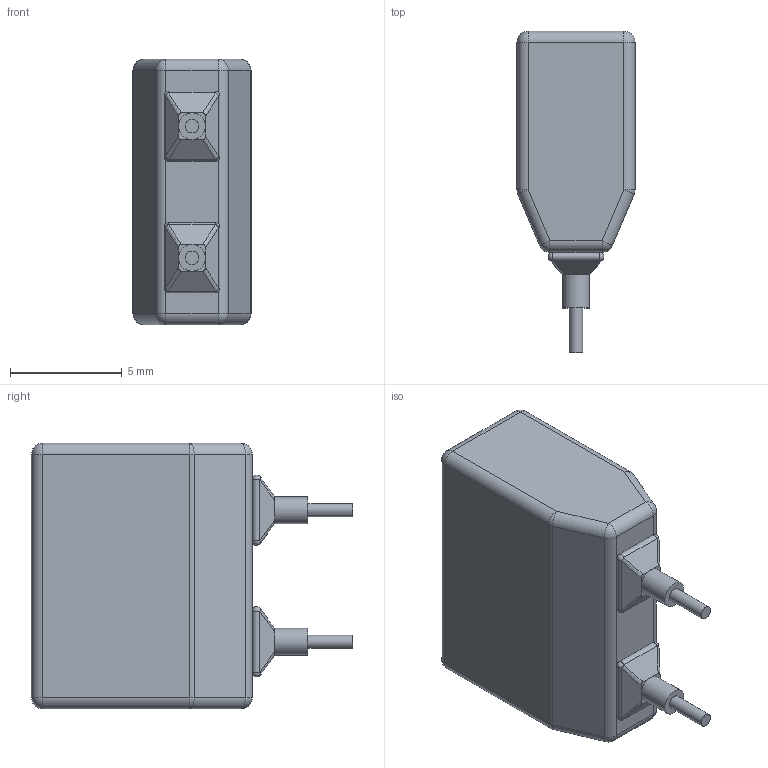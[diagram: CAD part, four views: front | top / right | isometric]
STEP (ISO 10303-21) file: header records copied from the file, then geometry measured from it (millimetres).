
FILE_DESCRIPTION(('FreeCAD Model'),'2;1');
FILE_NAME('CAP330.STEP', '2020-11-18T22:18:56',('Author'),(''), 'Open CASCADE STEP processor 7.3','FreeCAD','Unknown');
FILE_SCHEMA(('AUTOMOTIVE_DESIGN { 1 0 10303 214 1 1 1 1 }'));
Length unit declared in the file: millimetre
Products named in the file (8): Extrude_(Mirror_#2); Extrude002_(Mirror_#3); Extrude; Extrude002; Fillet002; Sketch004; Fillet; Fillet001
Bounding box: 5.3 x 14.4 x 11.9 mm (x, y, z)
Volume: 597.6 mm3; surface area: 483.5 mm2
Topology: 7 solids, 7 shells, 86 faces, 177 edges, 85 vertices
Faces by surface type: bspline 24, cylinder 22, plane 20, sphere 20
Full cylindrical faces by diameter (mm): 0.6 x2, 1.2 x2
Entity records: 3990 total; most frequent: CARTESIAN_POINT 1794, DIRECTION 312, ORIENTED_EDGE 312, EDGE_CURVE 156, AXIS2_PLACEMENT_3D 132, ADVANCED_FACE 86, FACE_BOUND 86, EDGE_LOOP 86
